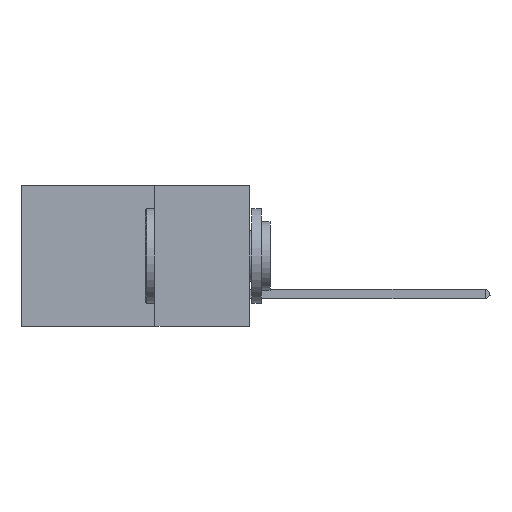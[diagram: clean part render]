
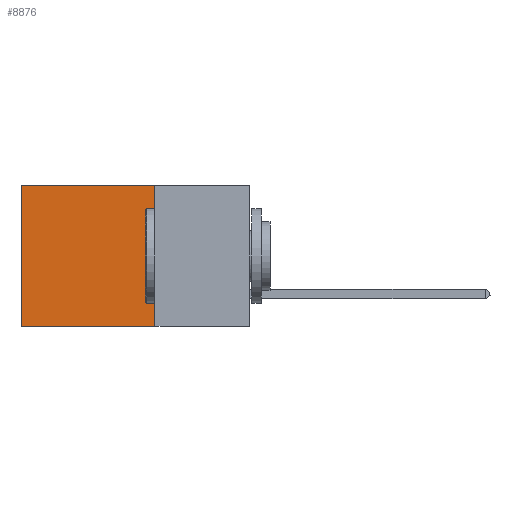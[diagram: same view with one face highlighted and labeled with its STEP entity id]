
A CAD part, left-side view. The second image highlights one B-rep face of the part: STEP entity #8876.
In plain terms, the highlighted planar face has unit normal (-1, 0, 0).
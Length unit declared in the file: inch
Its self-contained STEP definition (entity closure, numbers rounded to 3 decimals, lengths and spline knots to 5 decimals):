
#667 = EDGE_CURVE ( 'NONE', #18660, #15983, #16967, .T. ) ;
#2181 = CARTESIAN_POINT ( 'NONE',  ( 0.2875, 0.25, 0. ) ) ;
#3937 = DIRECTION ( 'NONE',  ( 0., 0., -1. ) ) ;
#4232 = VECTOR ( 'NONE', #6436, 39.37008 ) ;
#4652 = CARTESIAN_POINT ( 'NONE',  ( 0.2875, 0.25, 0. ) ) ;
#5871 = FACE_OUTER_BOUND ( 'NONE', #6214, .T. ) ;
#5960 = CARTESIAN_POINT ( 'NONE',  ( 0.2875, 0.6, -0.37 ) ) ;
#5973 = EDGE_CURVE ( 'NONE', #12219, #15983, #20068, .T. ) ;
#6214 = EDGE_LOOP ( 'NONE', ( #17577, #11515, #17787, #16745 ) ) ;
#6436 = DIRECTION ( 'NONE',  ( 0., 1., 0. ) ) ;
#8876 = ADVANCED_FACE ( 'NONE', ( #5871 ), #12657, .F. ) ;
#9628 = EDGE_CURVE ( 'NONE', #16684, #12219, #11732, .T. ) ;
#11147 = CARTESIAN_POINT ( 'NONE',  ( 0.2875, 0.25, 0. ) ) ;
#11176 = CARTESIAN_POINT ( 'NONE',  ( 0.2875, 0.25, 0. ) ) ;
#11515 = ORIENTED_EDGE ( 'NONE', *, *, #667, .F. ) ;
#11732 = LINE ( 'NONE', #4652, #4232 ) ;
#12219 = VERTEX_POINT ( 'NONE', #21447 ) ;
#12657 = PLANE ( 'NONE',  #19040 ) ;
#13367 = DIRECTION ( 'NONE',  ( 0., 0., -1. ) ) ;
#15258 = CARTESIAN_POINT ( 'NONE',  ( 0.2875, 0.25, -0.37 ) ) ;
#15617 = CARTESIAN_POINT ( 'NONE',  ( 0.2875, 0.25, -0.37 ) ) ;
#15983 = VERTEX_POINT ( 'NONE', #5960 ) ;
#16684 = VERTEX_POINT ( 'NONE', #11176 ) ;
#16686 = VECTOR ( 'NONE', #16720, 39.37008 ) ;
#16720 = DIRECTION ( 'NONE',  ( 0., 1., 0. ) ) ;
#16745 = ORIENTED_EDGE ( 'NONE', *, *, #9628, .T. ) ;
#16967 = LINE ( 'NONE', #15258, #16686 ) ;
#17290 = LINE ( 'NONE', #2181, #19717 ) ;
#17577 = ORIENTED_EDGE ( 'NONE', *, *, #5973, .T. ) ;
#17787 = ORIENTED_EDGE ( 'NONE', *, *, #21942, .F. ) ;
#18077 = DIRECTION ( 'NONE',  ( 1., 0., 0. ) ) ;
#18500 = CARTESIAN_POINT ( 'NONE',  ( 0.2875, 0.6, 0. ) ) ;
#18660 = VERTEX_POINT ( 'NONE', #15617 ) ;
#19040 = AXIS2_PLACEMENT_3D ( 'NONE', #11147, #18077, #3937 ) ;
#19340 = DIRECTION ( 'NONE',  ( 0., 0., -1. ) ) ;
#19717 = VECTOR ( 'NONE', #19340, 39.37008 ) ;
#20068 = LINE ( 'NONE', #18500, #22257 ) ;
#21447 = CARTESIAN_POINT ( 'NONE',  ( 0.2875, 0.6, 0. ) ) ;
#21942 = EDGE_CURVE ( 'NONE', #16684, #18660, #17290, .T. ) ;
#22257 = VECTOR ( 'NONE', #13367, 39.37008 ) ;
